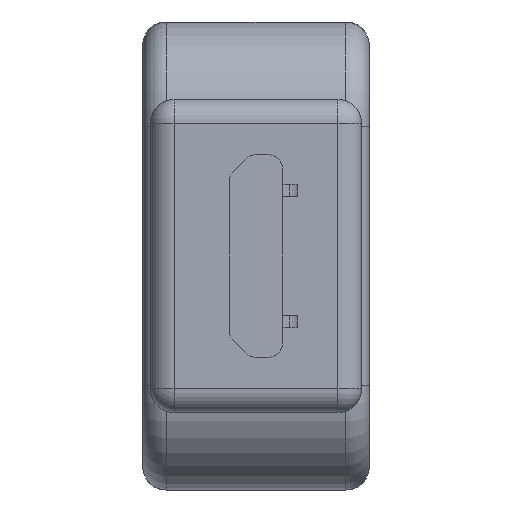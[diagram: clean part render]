
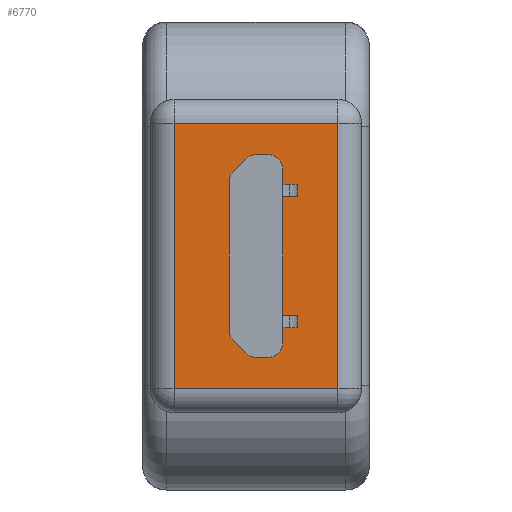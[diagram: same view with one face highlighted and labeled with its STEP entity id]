
A CAD part, left-side view. The second image highlights one B-rep face of the part: STEP entity #6770.
In plain terms, the highlighted planar face has unit normal (-1, 0, 0).
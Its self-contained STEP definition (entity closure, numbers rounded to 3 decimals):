
#820=DIRECTION('',(0.,0.,-1.));
#821=VECTOR('',#820,8.9);
#822=CARTESIAN_POINT('',(-200.,-2.75,4.45));
#823=LINE('3374',#822,#821);
#824=CARTESIAN_POINT('',(-200.,-0.007,2.9));
#825=DIRECTION('',(-1.,0.,0.));
#826=DIRECTION('',(0.,0.,1.));
#827=AXIS2_PLACEMENT_3D('',#824,#825,#826);
#829=DIRECTION('',(0.,0.707,-0.707));
#830=VECTOR('',#829,0.576);
#831=CARTESIAN_POINT('',(-200.,0.346,3.254));
#832=LINE('3377',#831,#830);
#833=CARTESIAN_POINT('',(-200.,0.4,2.493));
#834=DIRECTION('',(-1.,0.,0.));
#835=DIRECTION('',(0.,0.707,0.707));
#836=AXIS2_PLACEMENT_3D('',#833,#834,#835);
#838=CARTESIAN_POINT('',(-200.,0.4,-2.493));
#839=DIRECTION('',(-1.,0.,0.));
#840=DIRECTION('',(0.,1.,0.));
#841=AXIS2_PLACEMENT_3D('',#838,#839,#840);
#843=DIRECTION('',(0.,-0.707,-0.707));
#844=VECTOR('',#843,0.576);
#845=CARTESIAN_POINT('',(-200.,0.754,-2.846));
#846=LINE('3380',#845,#844);
#847=CARTESIAN_POINT('',(-200.,-0.007,-2.9));
#848=DIRECTION('',(-1.,0.,0.));
#849=DIRECTION('',(0.,0.707,-0.707));
#850=AXIS2_PLACEMENT_3D('',#847,#848,#849);
#852=CARTESIAN_POINT('',(-200.,-0.4,-2.9));
#853=DIRECTION('',(-1.,0.,0.));
#854=DIRECTION('',(0.,0.,-1.));
#855=AXIS2_PLACEMENT_3D('',#852,#853,#854);
#857=CARTESIAN_POINT('',(-200.,-0.4,2.9));
#858=DIRECTION('',(-1.,0.,0.));
#859=DIRECTION('',(0.,-1.,0.));
#860=AXIS2_PLACEMENT_3D('',#857,#858,#859);
#862=DIRECTION('',(0.,1.,0.));
#863=VECTOR('',#862,5.5);
#864=CARTESIAN_POINT('',(-200.,-2.75,4.45));
#865=LINE('3384',#864,#863);
#974=DIRECTION('',(0.,0.,-1.));
#975=VECTOR('',#974,8.9);
#976=CARTESIAN_POINT('',(-200.,2.75,4.45));
#977=LINE('3420',#976,#975);
#1017=DIRECTION('',(0.,-1.,0.));
#1018=VECTOR('',#1017,5.5);
#1019=CARTESIAN_POINT('',(-200.,2.75,-4.45));
#1020=LINE('3428',#1019,#1018);
#1430=DIRECTION('',(0.,-1.,0.));
#1431=VECTOR('',#1430,0.393);
#1432=CARTESIAN_POINT('',(-200.,-0.007,3.4));
#1433=LINE('3503',#1432,#1431);
#1496=DIRECTION('',(0.,0.,1.));
#1497=VECTOR('',#1496,4.986);
#1498=CARTESIAN_POINT('',(-200.,0.9,-2.493));
#1499=LINE('3520',#1498,#1497);
#1520=DIRECTION('',(0.,1.,0.));
#1521=VECTOR('',#1520,0.393);
#1522=CARTESIAN_POINT('',(-200.,-0.4,-3.4));
#1523=LINE('3525',#1522,#1521);
#1528=DIRECTION('',(0.,0.,-1.));
#1529=VECTOR('',#1528,5.8);
#1530=CARTESIAN_POINT('',(-200.,-0.9,2.9));
#1531=LINE('3528',#1530,#1529);
#4660=CARTESIAN_POINT('',(-200.,-2.75,4.45));
#4661=VERTEX_POINT('',#4660);
#4662=CARTESIAN_POINT('',(-200.,-2.75,-4.45));
#4663=VERTEX_POINT('',#4662);
#4666=CARTESIAN_POINT('',(-200.,-0.007,3.4));
#4667=CARTESIAN_POINT('',(-200.,0.346,3.254));
#4668=VERTEX_POINT('',#4666);
#4669=VERTEX_POINT('',#4667);
#4670=CARTESIAN_POINT('',(-200.,0.754,2.846));
#4671=VERTEX_POINT('',#4670);
#4672=CARTESIAN_POINT('',(-200.,0.9,2.493));
#4673=VERTEX_POINT('',#4672);
#4674=CARTESIAN_POINT('',(-200.,0.9,-2.493));
#4675=CARTESIAN_POINT('',(-200.,0.754,-2.846));
#4676=VERTEX_POINT('',#4674);
#4677=VERTEX_POINT('',#4675);
#4678=CARTESIAN_POINT('',(-200.,0.346,-3.254));
#4679=VERTEX_POINT('',#4678);
#4680=CARTESIAN_POINT('',(-200.,-0.007,-3.4));
#4681=VERTEX_POINT('',#4680);
#4682=CARTESIAN_POINT('',(-200.,-0.4,-3.4));
#4683=CARTESIAN_POINT('',(-200.,-0.9,-2.9));
#4684=VERTEX_POINT('',#4682);
#4685=VERTEX_POINT('',#4683);
#4686=CARTESIAN_POINT('',(-200.,-0.9,2.9));
#4687=CARTESIAN_POINT('',(-200.,-0.4,3.4));
#4688=VERTEX_POINT('',#4686);
#4689=VERTEX_POINT('',#4687);
#4690=CARTESIAN_POINT('',(-200.,2.75,4.45));
#4691=VERTEX_POINT('',#4690);
#4756=CARTESIAN_POINT('',(-200.,2.75,-4.45));
#4757=VERTEX_POINT('',#4756);
#6730=CARTESIAN_POINT('',(-200.,0.,0.));
#6731=DIRECTION('',(1.,0.,0.));
#6732=DIRECTION('',(0.,0.,-1.));
#6733=AXIS2_PLACEMENT_3D('',#6730,#6731,#6732);
#6734=PLANE('4180',#6733);
#6736=ORIENTED_EDGE('3384',*,*,#6735,.F.);
#6737=ORIENTED_EDGE('3374',*,*,#6720,.T.);
#6739=ORIENTED_EDGE('3428',*,*,#6738,.F.);
#6741=ORIENTED_EDGE('3420',*,*,#6740,.F.);
#6742=EDGE_LOOP('4180',(#6736,#6737,#6739,#6741));
#6743=FACE_OUTER_BOUND('4180',#6742,.F.);
#6745=ORIENTED_EDGE('3503',*,*,#6744,.F.);
#6747=ORIENTED_EDGE('3376',*,*,#6746,.T.);
#6749=ORIENTED_EDGE('3377',*,*,#6748,.T.);
#6751=ORIENTED_EDGE('3378',*,*,#6750,.T.);
#6753=ORIENTED_EDGE('3520',*,*,#6752,.F.);
#6755=ORIENTED_EDGE('3379',*,*,#6754,.T.);
#6757=ORIENTED_EDGE('3380',*,*,#6756,.T.);
#6759=ORIENTED_EDGE('3381',*,*,#6758,.T.);
#6761=ORIENTED_EDGE('3525',*,*,#6760,.F.);
#6763=ORIENTED_EDGE('3382',*,*,#6762,.T.);
#6765=ORIENTED_EDGE('3528',*,*,#6764,.F.);
#6767=ORIENTED_EDGE('3383',*,*,#6766,.T.);
#6768=EDGE_LOOP('4180',(#6745,#6747,#6749,#6751,#6753,#6755,#6757,#6759,#6761,
#6763,#6765,#6767));
#6769=FACE_BOUND('4180',#6768,.F.);
#828=CIRCLE('3376',#827,0.5);
#837=CIRCLE('3378',#836,0.5);
#842=CIRCLE('3379',#841,0.5);
#851=CIRCLE('3381',#850,0.5);
#856=CIRCLE('3382',#855,0.5);
#861=CIRCLE('3383',#860,0.5);
#6720=EDGE_CURVE('3374',#4661,#4663,#823,.T.);
#6735=EDGE_CURVE('3384',#4661,#4691,#865,.T.);
#6738=EDGE_CURVE('3428',#4757,#4663,#1020,.T.);
#6740=EDGE_CURVE('3420',#4691,#4757,#977,.T.);
#6744=EDGE_CURVE('3503',#4668,#4689,#1433,.T.);
#6746=EDGE_CURVE('3376',#4668,#4669,#828,.T.);
#6748=EDGE_CURVE('3377',#4669,#4671,#832,.T.);
#6750=EDGE_CURVE('3378',#4671,#4673,#837,.T.);
#6752=EDGE_CURVE('3520',#4676,#4673,#1499,.T.);
#6754=EDGE_CURVE('3379',#4676,#4677,#842,.T.);
#6756=EDGE_CURVE('3380',#4677,#4679,#846,.T.);
#6758=EDGE_CURVE('3381',#4679,#4681,#851,.T.);
#6760=EDGE_CURVE('3525',#4684,#4681,#1523,.T.);
#6762=EDGE_CURVE('3382',#4684,#4685,#856,.T.);
#6764=EDGE_CURVE('3528',#4688,#4685,#1531,.T.);
#6766=EDGE_CURVE('3383',#4688,#4689,#861,.T.);
#6770=ADVANCED_FACE('4180',(#6743,#6769),#6734,.F.);
